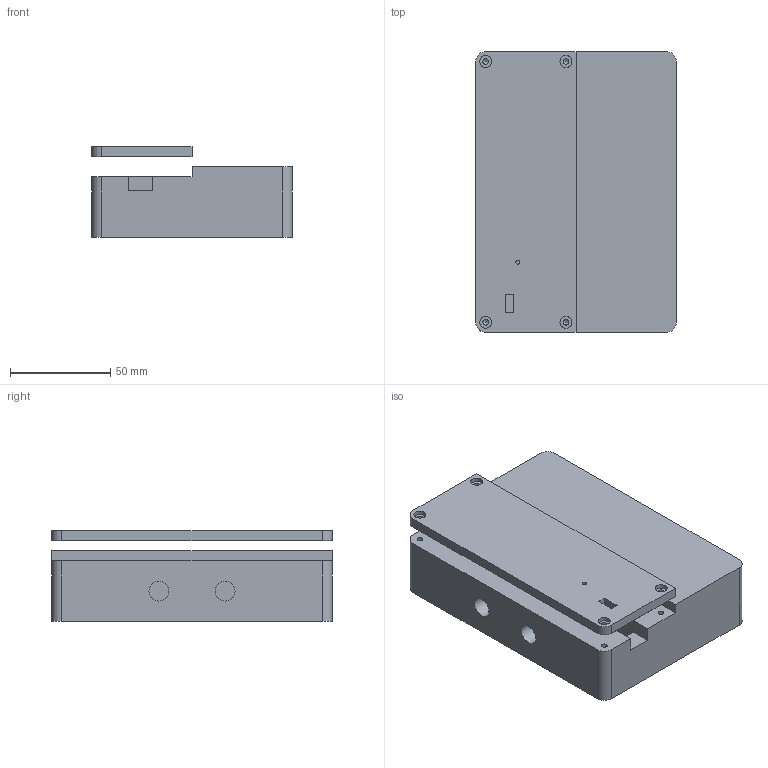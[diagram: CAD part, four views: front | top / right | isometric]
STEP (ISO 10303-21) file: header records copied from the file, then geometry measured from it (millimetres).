
FILE_DESCRIPTION(/* description */ ('','CAx-IF Rec.Pracs.---Representation and Presentation of Product Manufacturing Information (PMI)---4.0---2014-10-13'),/* implementation_level */ '2;1');
FILE_NAME(/* name */ 'corpus.step',/* time_stamp */ '2025-02-22T10:58:36+01:00',/* author */ (''),/* organization */ (''),/* preprocessor_version */ 'ST-DEVELOPER v20',/* originating_system */ 'Autodesk Translation Framework v13.20.0.188',/* authorisation */ '');
FILE_SCHEMA (('AP242_MANAGED_MODEL_BASED_3D_ENGINEERING_MIM_LF { 1 0 10303 442 1 1 4 }'));
Length unit declared in the file: millimetre
Products named in the file (2): corpus; Component1
Assembly tree (1 placements, depth 2):
  corpus
    Component1
Bounding box: 100 x 140 x 45 mm (x, y, z)
Volume: 334154.4 mm3; surface area: 74456.3 mm2
Topology: 2 solids, 2 shells, 220 faces, 602 edges, 400 vertices
Faces by surface type: plane 116, bspline 75, cylinder 25, cone 4
Full cylindrical faces by diameter (mm): 2 x1, 2.8 x8, 6 x4, 10 x2
Entity records: 7155 total; most frequent: CARTESIAN_POINT 2196, ORIENTED_EDGE 1196, DIRECTION 794, EDGE_CURVE 598, VERTEX_POINT 400, LINE 398, VECTOR 398, EDGE_LOOP 254
